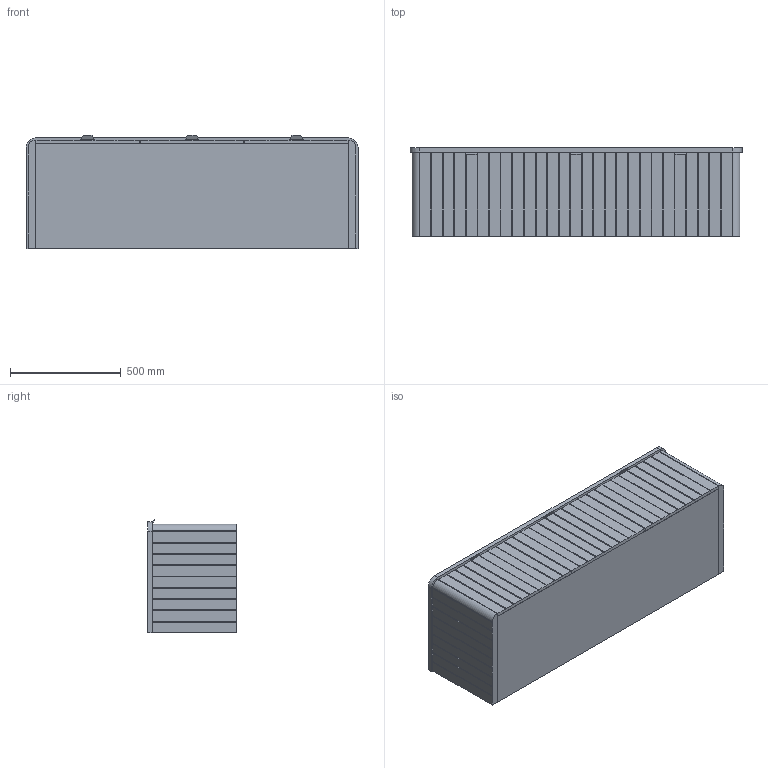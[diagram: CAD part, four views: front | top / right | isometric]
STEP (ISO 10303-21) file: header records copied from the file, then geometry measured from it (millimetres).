
FILE_DESCRIPTION (( 'STEP AP214' ), '1' );
FILE_NAME ('Kado Neue 1500 All Door.STEP', '2019-07-10T05:31:01', ( '' ), ( '' ), 'SwSTEP 2.0', 'SolidWorks 2015', '' );
FILE_SCHEMA (( 'AUTOMOTIVE_DESIGN' ));
Length unit declared in the file: millimetre
Products named in the file (3): Kado Neue 1500 All Door; Blaze 60
Assembly tree (4 placements, depth 2):
  Kado Neue 1500 All Door
    Blaze 60  x3
    Kado Neue 1500 All Door
Bounding box: 1500 x 400 x 512 mm (x, y, z)
Volume: 67563628.3 mm3; surface area: 7719668.5 mm2
Topology: 10 solids, 10 shells, 217 faces, 582 edges, 386 vertices
Faces by surface type: plane 205, cylinder 12
Entity records: 6168 total; most frequent: CARTESIAN_POINT 1076, ORIENTED_EDGE 1052, DIRECTION 950, EDGE_CURVE 526, VECTOR 502, LINE 502, VERTEX_POINT 350, AXIS2_PLACEMENT_3D 224
